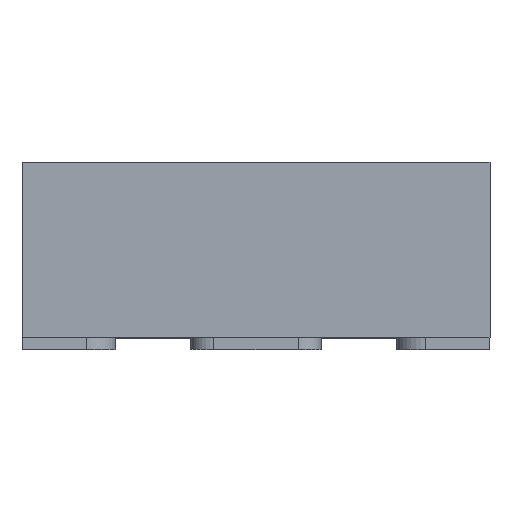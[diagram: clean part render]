
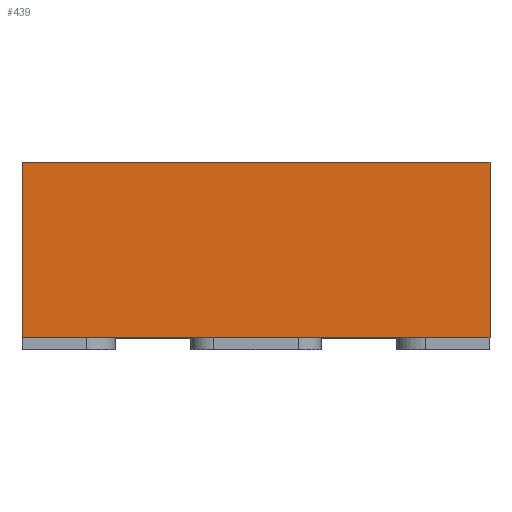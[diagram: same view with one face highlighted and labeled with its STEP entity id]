
A CAD part, top view. The second image highlights one B-rep face of the part: STEP entity #439.
In plain terms, the highlighted planar face has unit normal (0, 0, 1).
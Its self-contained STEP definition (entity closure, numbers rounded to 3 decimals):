
#1 = VECTOR ( 'NONE', #1443, 1000. ) ;
#52 = ORIENTED_EDGE ( 'NONE', *, *, #2129, .T. ) ;
#162 = DIRECTION ( 'NONE',  ( 1., 0., 0. ) ) ;
#269 = EDGE_CURVE ( 'NONE', #520, #3020, #311, .T. ) ;
#311 = LINE ( 'NONE', #389, #691 ) ;
#323 = CARTESIAN_POINT ( 'NONE',  ( -1., 0.05, 1. ) ) ;
#389 = CARTESIAN_POINT ( 'NONE',  ( 1., 0.05, 1. ) ) ;
#439 = ADVANCED_FACE ( 'NONE', ( #507 ), #953, .F. ) ;
#460 = VERTEX_POINT ( 'NONE', #471 ) ;
#471 = CARTESIAN_POINT ( 'NONE',  ( -1., 0.8, 1. ) ) ;
#507 = FACE_OUTER_BOUND ( 'NONE', #2010, .T. ) ;
#520 = VERTEX_POINT ( 'NONE', #323 ) ;
#649 = LINE ( 'NONE', #2869, #1 ) ;
#673 = EDGE_CURVE ( 'NONE', #460, #1182, #1031, .T. ) ;
#691 = VECTOR ( 'NONE', #2318, 1000. ) ;
#726 = ORIENTED_EDGE ( 'NONE', *, *, #1640, .F. ) ;
#922 = ORIENTED_EDGE ( 'NONE', *, *, #673, .F. ) ;
#953 = PLANE ( 'NONE',  #1584 ) ;
#1012 = CARTESIAN_POINT ( 'NONE',  ( 1., 0.8, 1. ) ) ;
#1031 = LINE ( 'NONE', #1323, #1395 ) ;
#1167 = VECTOR ( 'NONE', #2143, 1000. ) ;
#1182 = VERTEX_POINT ( 'NONE', #1012 ) ;
#1323 = CARTESIAN_POINT ( 'NONE',  ( 1., 0.8, 1. ) ) ;
#1381 = CARTESIAN_POINT ( 'NONE',  ( 1., 0.05, 1. ) ) ;
#1395 = VECTOR ( 'NONE', #162, 1000. ) ;
#1443 = DIRECTION ( 'NONE',  ( 0., -1., 0. ) ) ;
#1584 = AXIS2_PLACEMENT_3D ( 'NONE', #2577, #3055, #2348 ) ;
#1640 = EDGE_CURVE ( 'NONE', #1182, #3020, #649, .T. ) ;
#1732 = LINE ( 'NONE', #2614, #1167 ) ;
#2010 = EDGE_LOOP ( 'NONE', ( #922, #52, #2085, #726 ) ) ;
#2085 = ORIENTED_EDGE ( 'NONE', *, *, #269, .T. ) ;
#2129 = EDGE_CURVE ( 'NONE', #460, #520, #1732, .T. ) ;
#2143 = DIRECTION ( 'NONE',  ( 0., -1., 0. ) ) ;
#2318 = DIRECTION ( 'NONE',  ( 1., 0., 0. ) ) ;
#2348 = DIRECTION ( 'NONE',  ( -1., 0., 0. ) ) ;
#2577 = CARTESIAN_POINT ( 'NONE',  ( 1., 4.428, 1. ) ) ;
#2614 = CARTESIAN_POINT ( 'NONE',  ( -1., 4.428, 1. ) ) ;
#2869 = CARTESIAN_POINT ( 'NONE',  ( 1., 4.428, 1. ) ) ;
#3020 = VERTEX_POINT ( 'NONE', #1381 ) ;
#3055 = DIRECTION ( 'NONE',  ( 0., 0., -1. ) ) ;
